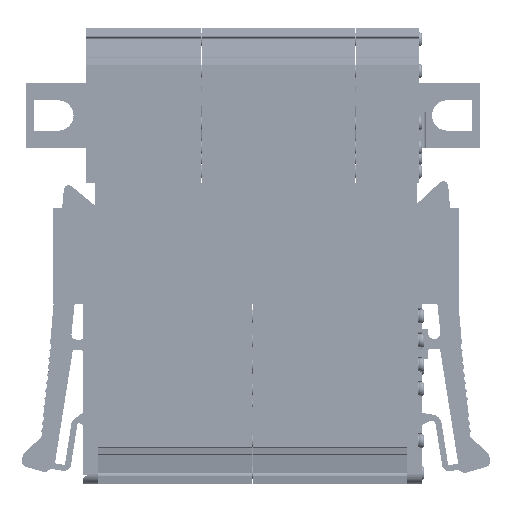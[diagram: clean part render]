
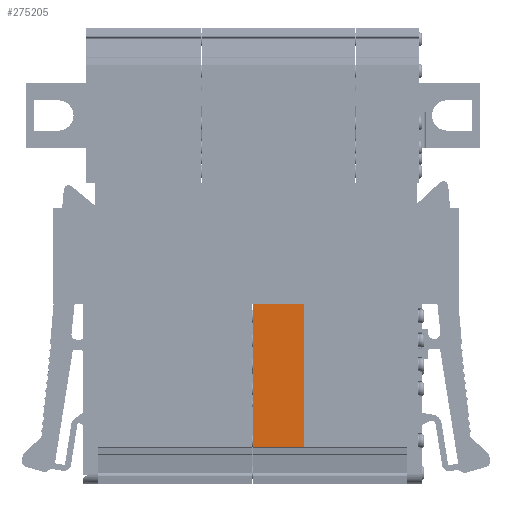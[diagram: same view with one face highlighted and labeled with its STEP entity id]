
A CAD part, front view. The second image highlights one B-rep face of the part: STEP entity #275205.
In plain terms, the highlighted planar face has unit normal (0, -1, 0).
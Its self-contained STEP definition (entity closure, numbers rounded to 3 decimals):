
#10246=LINE('',#353156,#30363);
#10308=LINE('',#353316,#30425);
#25698=LINE('',#439299,#45815);
#25728=LINE('',#439363,#45845);
#30363=VECTOR('',#295786,1000.);
#30425=VECTOR('',#295882,1000.);
#45815=VECTOR('',#332880,1000.);
#45845=VECTOR('',#332972,1000.);
#96663=ORIENTED_EDGE('',*,*,#109134,.T.);
#96664=ORIENTED_EDGE('',*,*,#130606,.T.);
#96665=ORIENTED_EDGE('',*,*,#109211,.F.);
#96666=ORIENTED_EDGE('',*,*,#130636,.T.);
#109134=EDGE_CURVE('',#137675,#137674,#10246,.T.);
#109211=EDGE_CURVE('',#137750,#137751,#10308,.T.);
#130606=EDGE_CURVE('',#137674,#137751,#25698,.T.);
#130636=EDGE_CURVE('',#137750,#137675,#25728,.T.);
#137674=VERTEX_POINT('',#353155);
#137675=VERTEX_POINT('',#353157);
#137750=VERTEX_POINT('',#353315);
#137751=VERTEX_POINT('',#353317);
#168529=EDGE_LOOP('',(#96663,#96664,#96665,#96666));
#181273=FACE_BOUND('',#168529,.T.);
#189186=PLANE('',#289094);
#275205=ADVANCED_FACE('',(#181273),#189186,.T.);
#289094=AXIS2_PLACEMENT_3D('',#439362,#332970,#332971);
#295786=DIRECTION('',(0.,0.,-1.));
#295882=DIRECTION('',(0.,0.,-1.));
#332880=DIRECTION('',(1.,0.,0.));
#332970=DIRECTION('',(0.,-1.,0.));
#332971=DIRECTION('',(0.,0.,1.));
#332972=DIRECTION('',(-1.,0.,0.));
#353155=CARTESIAN_POINT('',(-0.34,-4.25,-14.165));
#353156=CARTESIAN_POINT('',(-0.34,-4.25,8.3));
#353157=CARTESIAN_POINT('',(-0.34,-4.25,0.));
#353315=CARTESIAN_POINT('',(4.74,-4.25,0.));
#353316=CARTESIAN_POINT('',(4.74,-4.25,8.3));
#353317=CARTESIAN_POINT('',(4.74,-4.25,-14.165));
#439299=CARTESIAN_POINT('',(-0.34,-4.25,-14.165));
#439362=CARTESIAN_POINT('',(-0.34,-4.25,8.3));
#439363=CARTESIAN_POINT('',(-0.34,-4.25,0.));
